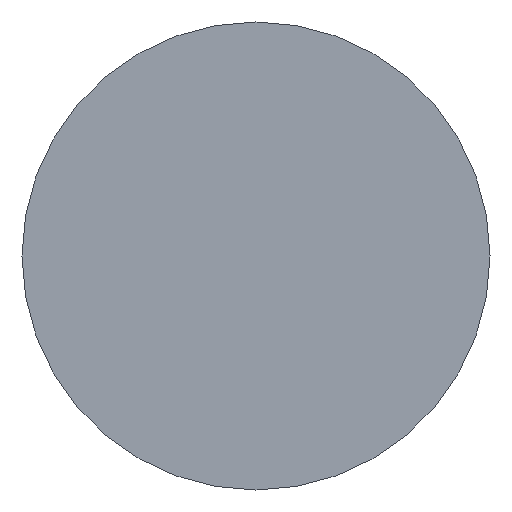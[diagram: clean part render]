
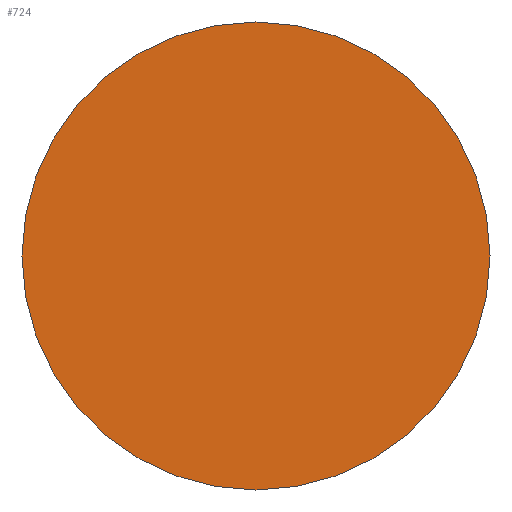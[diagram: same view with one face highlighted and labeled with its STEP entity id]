
A CAD part, front view. The second image highlights one B-rep face of the part: STEP entity #724.
In plain terms, the highlighted planar face has unit normal (0, -1, 0).
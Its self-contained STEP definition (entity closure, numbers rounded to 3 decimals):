
#18=PLANE('',#807);
#75=FACE_OUTER_BOUND('',#120,.T.);
#120=EDGE_LOOP('',(#549));
#168=CIRCLE('',#808,9.5);
#308=VERTEX_POINT('',#1716);
#406=EDGE_CURVE('',#308,#308,#168,.T.);
#549=ORIENTED_EDGE('',*,*,#406,.F.);
#724=ADVANCED_FACE('',(#75),#18,.F.);
#807=AXIS2_PLACEMENT_3D('',#1715,#956,#957);
#808=AXIS2_PLACEMENT_3D('',#1717,#958,#959);
#956=DIRECTION('center_axis',(0.,1.,0.));
#957=DIRECTION('ref_axis',(0.,0.,1.));
#958=DIRECTION('center_axis',(0.,1.,0.));
#959=DIRECTION('ref_axis',(0.,0.,1.));
#1715=CARTESIAN_POINT('Origin',(0.,0.,0.));
#1716=CARTESIAN_POINT('',(0.,0.,-9.5));
#1717=CARTESIAN_POINT('Origin',(0.,0.,0.));
